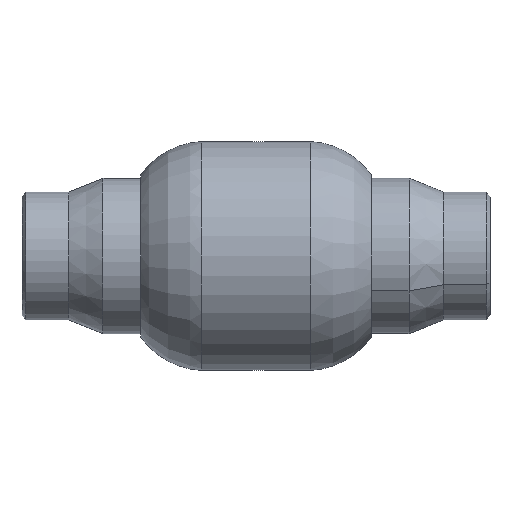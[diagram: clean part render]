
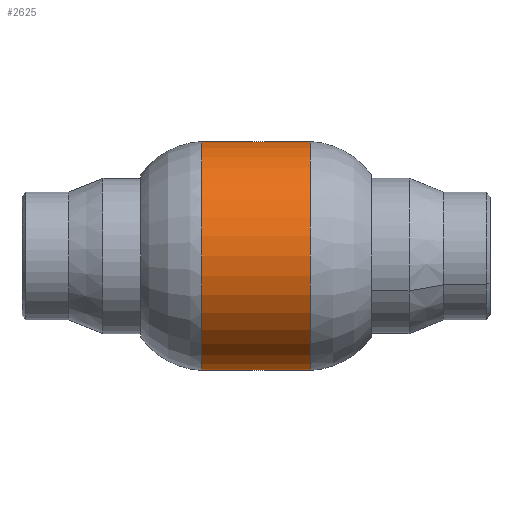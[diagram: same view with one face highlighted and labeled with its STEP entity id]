
A CAD part, front view. The second image highlights one B-rep face of the part: STEP entity #2625.
In plain terms, the highlighted cylindrical face has radius 79.5 mm (diameter 159 mm), a partial arc.
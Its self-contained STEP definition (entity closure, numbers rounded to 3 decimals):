
#111 = DIRECTION ( 'NONE',  ( -1., 0., 0. ) ) ;
#112 = VERTEX_POINT ( 'NONE', #3884 ) ;
#208 = VECTOR ( 'NONE', #5036, 1000. ) ;
#657 = ORIENTED_EDGE ( 'NONE', *, *, #3912, .F. ) ;
#760 = ORIENTED_EDGE ( 'NONE', *, *, #1571, .T. ) ;
#1002 = CARTESIAN_POINT ( 'NONE',  ( 37.5, 0., 79.5 ) ) ;
#1168 = DIRECTION ( 'NONE',  ( -1., 0., 0. ) ) ;
#1228 = VERTEX_POINT ( 'NONE', #4230 ) ;
#1244 = EDGE_CURVE ( 'NONE', #112, #3963, #1848, .T. ) ;
#1571 = EDGE_CURVE ( 'NONE', #3963, #4976, #4173, .T. ) ;
#1670 = ORIENTED_EDGE ( 'NONE', *, *, #1244, .T. ) ;
#1674 = AXIS2_PLACEMENT_3D ( 'NONE', #2628, #3439, #3846 ) ;
#1685 = DIRECTION ( 'NONE',  ( 0., 0., 1. ) ) ;
#1698 = AXIS2_PLACEMENT_3D ( 'NONE', #1923, #1168, #2386 ) ;
#1848 = CIRCLE ( 'NONE', #1674, 79.5 ) ;
#1869 = CARTESIAN_POINT ( 'NONE',  ( 0., 0., 79.5 ) ) ;
#1899 = CYLINDRICAL_SURFACE ( 'NONE', #1698, 79.5 ) ;
#1923 = CARTESIAN_POINT ( 'NONE',  ( 0., 0., 0. ) ) ;
#2269 = VECTOR ( 'NONE', #111, 1000. ) ;
#2346 = EDGE_CURVE ( 'NONE', #1228, #4976, #3597, .T. ) ;
#2386 = DIRECTION ( 'NONE',  ( 0., 0., 1. ) ) ;
#2625 = ADVANCED_FACE ( 'NONE', ( #3548 ), #1899, .T. ) ;
#2628 = CARTESIAN_POINT ( 'NONE',  ( 37.5, 0., 0. ) ) ;
#2783 = CARTESIAN_POINT ( 'NONE',  ( -37.5, 0., 0. ) ) ;
#2900 = DIRECTION ( 'NONE',  ( -1., 0., 0. ) ) ;
#3439 = DIRECTION ( 'NONE',  ( -1., 0., 0. ) ) ;
#3548 = FACE_OUTER_BOUND ( 'NONE', #4169, .T. ) ;
#3597 = CIRCLE ( 'NONE', #4663, 79.5 ) ;
#3835 = CARTESIAN_POINT ( 'NONE',  ( -37.5, 0., 79.5 ) ) ;
#3846 = DIRECTION ( 'NONE',  ( 0., 0., 1. ) ) ;
#3884 = CARTESIAN_POINT ( 'NONE',  ( 37.5, 0., -79.5 ) ) ;
#3912 = EDGE_CURVE ( 'NONE', #112, #1228, #4398, .T. ) ;
#3963 = VERTEX_POINT ( 'NONE', #1002 ) ;
#4169 = EDGE_LOOP ( 'NONE', ( #657, #1670, #760, #4761 ) ) ;
#4173 = LINE ( 'NONE', #1869, #208 ) ;
#4230 = CARTESIAN_POINT ( 'NONE',  ( -37.5, 0., -79.5 ) ) ;
#4398 = LINE ( 'NONE', #4477, #2269 ) ;
#4477 = CARTESIAN_POINT ( 'NONE',  ( 0., 0., -79.5 ) ) ;
#4663 = AXIS2_PLACEMENT_3D ( 'NONE', #2783, #2900, #1685 ) ;
#4761 = ORIENTED_EDGE ( 'NONE', *, *, #2346, .F. ) ;
#4976 = VERTEX_POINT ( 'NONE', #3835 ) ;
#5036 = DIRECTION ( 'NONE',  ( -1., 0., 0. ) ) ;
